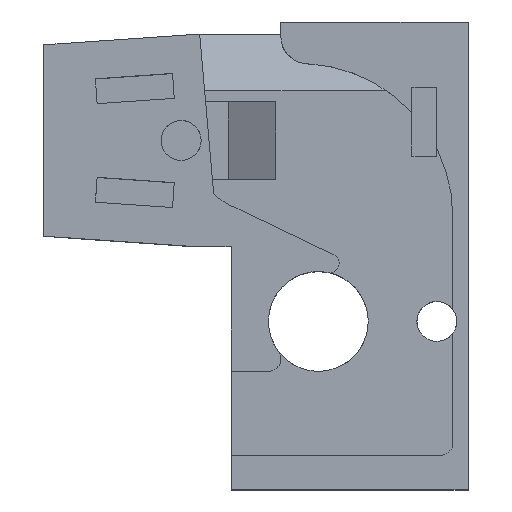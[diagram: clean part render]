
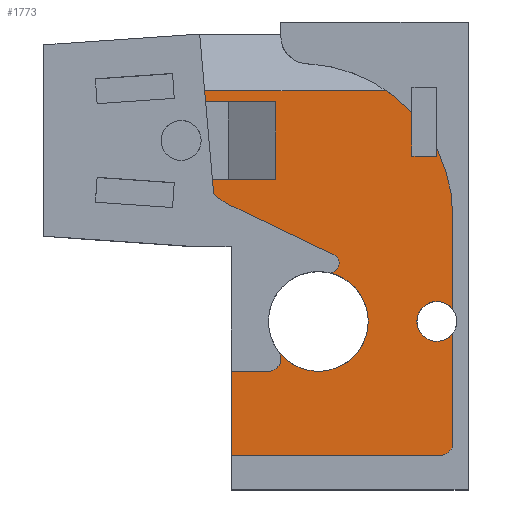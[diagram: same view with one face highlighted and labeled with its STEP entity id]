
A CAD part, top view. The second image highlights one B-rep face of the part: STEP entity #1773.
In plain terms, the highlighted planar face has unit normal (0, 0, 1).
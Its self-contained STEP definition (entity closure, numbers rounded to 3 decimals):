
#62=CIRCLE('',#1874,5.12);
#68=CIRCLE('',#1891,0.75);
#69=CIRCLE('',#1892,4.);
#70=CIRCLE('',#1893,1.);
#71=CIRCLE('',#1894,1.);
#72=CIRCLE('',#1895,1.6);
#73=CIRCLE('',#1896,12.29);
#74=CIRCLE('',#1897,12.29);
#154=FACE_OUTER_BOUND('',#258,.T.);
#258=EDGE_LOOP('',(#1240,#1241,#1242,#1243,#1244,#1245,#1246,#1247,#1248,
#1249,#1250,#1251,#1252,#1253,#1254,#1255,#1256,#1257,#1258,#1259,#1260,
#1261,#1262));
#406=LINE('',#2566,#587);
#415=LINE('',#2591,#596);
#419=LINE('',#2597,#600);
#428=LINE('',#2636,#609);
#429=LINE('',#2642,#610);
#430=LINE('',#2650,#611);
#431=LINE('',#2652,#612);
#432=LINE('',#2654,#613);
#433=LINE('',#2658,#614);
#434=LINE('',#2662,#615);
#435=LINE('',#2666,#616);
#436=LINE('',#2668,#617);
#437=LINE('',#2670,#618);
#438=LINE('',#2673,#619);
#439=LINE('',#2674,#620);
#587=VECTOR('',#2044,10.);
#596=VECTOR('',#2063,10.);
#600=VECTOR('',#2067,10.);
#609=VECTOR('',#2100,10.);
#610=VECTOR('',#2107,1000.);
#611=VECTOR('',#2114,1000.);
#612=VECTOR('',#2115,1000.);
#613=VECTOR('',#2116,1000.);
#614=VECTOR('',#2119,1000.);
#615=VECTOR('',#2122,1000.);
#616=VECTOR('',#2125,1000.);
#617=VECTOR('',#2126,1000.);
#618=VECTOR('',#2127,1000.);
#619=VECTOR('',#2130,10.);
#620=VECTOR('',#2131,10.);
#768=VERTEX_POINT('',#2563);
#769=VERTEX_POINT('',#2565);
#774=VERTEX_POINT('',#2577);
#777=VERTEX_POINT('',#2582);
#779=VERTEX_POINT('',#2588);
#780=VERTEX_POINT('',#2590);
#796=VERTEX_POINT('',#2635);
#798=VERTEX_POINT('',#2641);
#799=VERTEX_POINT('',#2643);
#800=VERTEX_POINT('',#2645);
#801=VERTEX_POINT('',#2647);
#802=VERTEX_POINT('',#2649);
#803=VERTEX_POINT('',#2651);
#804=VERTEX_POINT('',#2653);
#805=VERTEX_POINT('',#2655);
#806=VERTEX_POINT('',#2657);
#807=VERTEX_POINT('',#2659);
#808=VERTEX_POINT('',#2661);
#809=VERTEX_POINT('',#2663);
#810=VERTEX_POINT('',#2665);
#811=VERTEX_POINT('',#2667);
#812=VERTEX_POINT('',#2669);
#813=VERTEX_POINT('',#2672);
#944=EDGE_CURVE('',#769,#768,#406,.T.);
#953=EDGE_CURVE('',#777,#774,#62,.T.);
#956=EDGE_CURVE('',#779,#780,#415,.F.);
#960=EDGE_CURVE('',#774,#768,#419,.T.);
#978=EDGE_CURVE('',#780,#796,#428,.T.);
#981=EDGE_CURVE('',#798,#777,#429,.T.);
#982=EDGE_CURVE('',#799,#798,#68,.T.);
#983=EDGE_CURVE('',#799,#800,#69,.T.);
#984=EDGE_CURVE('',#801,#800,#70,.T.);
#985=EDGE_CURVE('',#802,#801,#430,.T.);
#986=EDGE_CURVE('',#802,#803,#431,.T.);
#987=EDGE_CURVE('',#804,#803,#432,.T.);
#988=EDGE_CURVE('',#805,#804,#71,.T.);
#989=EDGE_CURVE('',#806,#805,#433,.T.);
#990=EDGE_CURVE('',#806,#807,#72,.T.);
#991=EDGE_CURVE('',#808,#807,#434,.T.);
#992=EDGE_CURVE('',#809,#808,#73,.T.);
#993=EDGE_CURVE('',#810,#809,#435,.T.);
#994=EDGE_CURVE('',#811,#810,#436,.T.);
#995=EDGE_CURVE('',#812,#811,#437,.T.);
#996=EDGE_CURVE('',#796,#812,#74,.T.);
#997=EDGE_CURVE('',#779,#813,#438,.T.);
#998=EDGE_CURVE('',#813,#769,#439,.T.);
#1240=ORIENTED_EDGE('',*,*,#953,.F.);
#1241=ORIENTED_EDGE('',*,*,#981,.F.);
#1242=ORIENTED_EDGE('',*,*,#982,.F.);
#1243=ORIENTED_EDGE('',*,*,#983,.T.);
#1244=ORIENTED_EDGE('',*,*,#984,.F.);
#1245=ORIENTED_EDGE('',*,*,#985,.F.);
#1246=ORIENTED_EDGE('',*,*,#986,.T.);
#1247=ORIENTED_EDGE('',*,*,#987,.F.);
#1248=ORIENTED_EDGE('',*,*,#988,.F.);
#1249=ORIENTED_EDGE('',*,*,#989,.F.);
#1250=ORIENTED_EDGE('',*,*,#990,.T.);
#1251=ORIENTED_EDGE('',*,*,#991,.F.);
#1252=ORIENTED_EDGE('',*,*,#992,.F.);
#1253=ORIENTED_EDGE('',*,*,#993,.F.);
#1254=ORIENTED_EDGE('',*,*,#994,.F.);
#1255=ORIENTED_EDGE('',*,*,#995,.F.);
#1256=ORIENTED_EDGE('',*,*,#996,.F.);
#1257=ORIENTED_EDGE('',*,*,#978,.F.);
#1258=ORIENTED_EDGE('',*,*,#956,.F.);
#1259=ORIENTED_EDGE('',*,*,#997,.T.);
#1260=ORIENTED_EDGE('',*,*,#998,.T.);
#1261=ORIENTED_EDGE('',*,*,#944,.T.);
#1262=ORIENTED_EDGE('',*,*,#960,.F.);
#1698=PLANE('',#1890);
#1773=ADVANCED_FACE('',(#154),#1698,.T.);
#1874=AXIS2_PLACEMENT_3D('',#2584,#2057,#2058);
#1890=AXIS2_PLACEMENT_3D('',#2640,#2105,#2106);
#1891=AXIS2_PLACEMENT_3D('',#2644,#2108,#2109);
#1892=AXIS2_PLACEMENT_3D('',#2646,#2110,#2111);
#1893=AXIS2_PLACEMENT_3D('',#2648,#2112,#2113);
#1894=AXIS2_PLACEMENT_3D('',#2656,#2117,#2118);
#1895=AXIS2_PLACEMENT_3D('',#2660,#2120,#2121);
#1896=AXIS2_PLACEMENT_3D('',#2664,#2123,#2124);
#1897=AXIS2_PLACEMENT_3D('',#2671,#2128,#2129);
#2044=DIRECTION('',(-1.,0.,0.));
#2057=DIRECTION('center_axis',(0.,0.,
-1.));
#2058=DIRECTION('ref_axis',(-0.846,-0.533,0.));
#2063=DIRECTION('',(0.087,-0.996,0.));
#2067=DIRECTION('',(-0.087,0.996,0.));
#2100=DIRECTION('',(1.,0.,0.));
#2105=DIRECTION('center_axis',(0.,0.,
1.));
#2106=DIRECTION('ref_axis',(0.,-1.,0.));
#2107=DIRECTION('',(-0.902,0.432,0.));
#2108=DIRECTION('center_axis',(0.,0.,
1.));
#2109=DIRECTION('ref_axis',(-0.432,-0.902,0.));
#2110=DIRECTION('center_axis',(0.,0.,
-1.));
#2111=DIRECTION('ref_axis',(1.,0.,0.));
#2112=DIRECTION('center_axis',(0.,0.,
1.));
#2113=DIRECTION('ref_axis',(0.894,-0.447,0.));
#2114=DIRECTION('',(1.,0.,0.));
#2115=DIRECTION('',(0.,-1.,0.));
#2116=DIRECTION('',(-1.,0.,0.));
#2117=DIRECTION('center_axis',(0.,0.,
-1.));
#2118=DIRECTION('ref_axis',(0.707,-0.707,0.));
#2119=DIRECTION('',(0.,-1.,0.));
#2120=DIRECTION('center_axis',(0.,0.,
-1.));
#2121=DIRECTION('ref_axis',(1.,0.,0.));
#2122=DIRECTION('',(0.001,-1.,0.));
#2123=DIRECTION('center_axis',(0.,0.,
-1.));
#2124=DIRECTION('ref_axis',(-1.,-0.001,0.));
#2125=DIRECTION('',(0.,1.,0.));
#2126=DIRECTION('',(1.,0.,0.));
#2127=DIRECTION('',(0.,-1.,0.));
#2128=DIRECTION('center_axis',(0.,0.,
-1.));
#2129=DIRECTION('ref_axis',(-1.,-0.001,0.));
#2130=DIRECTION('',(1.,0.,0.));
#2131=DIRECTION('',(0.,-1.,0.));
#2563=CARTESIAN_POINT('',(-19.197,37.178,13.001));
#2565=CARTESIAN_POINT('',(-14.098,37.178,13.001));
#2566=CARTESIAN_POINT('',(-8.147,37.178,13.001));
#2577=CARTESIAN_POINT('',(-19.094,36.,13.001));
#2582=CARTESIAN_POINT('',(-17.788,35.103,13.001));
#2584=CARTESIAN_POINT('Origin',(-15.577,39.721,13.001));
#2588=CARTESIAN_POINT('',(-19.739,43.378,13.001));
#2590=CARTESIAN_POINT('',(-19.818,44.278,13.001));
#2591=CARTESIAN_POINT('',(-18.431,28.423,13.001));
#2597=CARTESIAN_POINT('',(-19.385,39.33,13.001));
#2635=CARTESIAN_POINT('',(-5.231,44.278,13.001));
#2636=CARTESIAN_POINT('',(-8.697,44.278,13.001));
#2640=CARTESIAN_POINT('Origin',(-2.197,16.028,13.001));
#2641=CARTESIAN_POINT('',(-9.455,31.115,13.001));
#2642=CARTESIAN_POINT('',(-5.446,29.195,13.001));
#2643=CARTESIAN_POINT('',(-9.924,29.702,13.001));
#2644=CARTESIAN_POINT('Origin',(-9.779,30.438,13.001));
#2645=CARTESIAN_POINT('',(-13.898,23.378,13.001));
#2646=CARTESIAN_POINT('Origin',(-10.698,25.778,13.001));
#2647=CARTESIAN_POINT('',(-14.698,21.778,13.001));
#2648=CARTESIAN_POINT('Origin',(-14.698,22.778,13.001));
#2649=CARTESIAN_POINT('',(-17.696,21.778,13.001));
#2650=CARTESIAN_POINT('',(-8.197,21.778,13.001));
#2651=CARTESIAN_POINT('',(-17.696,15.028,13.001));
#2652=CARTESIAN_POINT('',(-17.696,19.028,13.001));
#2653=CARTESIAN_POINT('',(-0.917,15.028,13.001));
#2654=CARTESIAN_POINT('',(-2.197,15.028,13.001));
#2655=CARTESIAN_POINT('',(0.083,16.028,13.001));
#2656=CARTESIAN_POINT('Origin',(-0.917,16.028,13.001));
#2657=CARTESIAN_POINT('',(0.083,24.816,13.001));
#2658=CARTESIAN_POINT('',(0.083,19.465,13.001));
#2659=CARTESIAN_POINT('',(0.092,26.728,13.001));
#2660=CARTESIAN_POINT('Origin',(-1.196,25.778,13.001));
#2661=CARTESIAN_POINT('',(0.085,34.169,13.001));
#2662=CARTESIAN_POINT('',(0.093,25.467,13.001));
#2663=CARTESIAN_POINT('',(-1.197,39.624,13.001));
#2664=CARTESIAN_POINT('Origin',(-12.205,34.158,13.001));
#2665=CARTESIAN_POINT('',(-1.197,39.028,13.001));
#2666=CARTESIAN_POINT('',(-1.197,30.965,13.001));
#2667=CARTESIAN_POINT('',(-3.197,39.028,13.001));
#2668=CARTESIAN_POINT('',(-2.197,39.028,13.001));
#2669=CARTESIAN_POINT('',(-3.197,42.519,13.001));
#2670=CARTESIAN_POINT('',(-3.197,28.903,13.001));
#2671=CARTESIAN_POINT('Origin',(-12.205,34.158,13.001));
#2672=CARTESIAN_POINT('',(-14.098,43.378,13.001));
#2673=CARTESIAN_POINT('',(-10.647,43.378,13.001));
#2674=CARTESIAN_POINT('',(-14.098,29.703,13.001));
